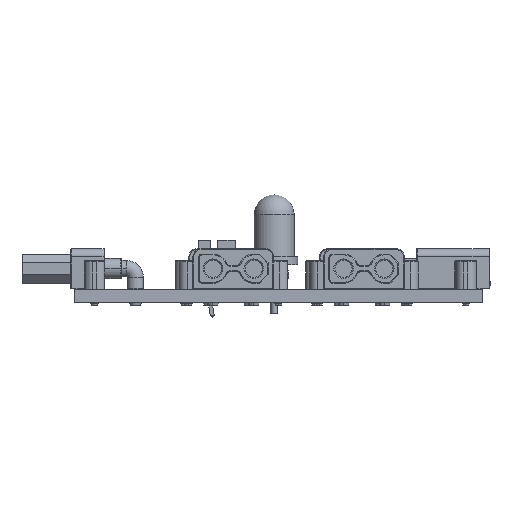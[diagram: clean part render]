
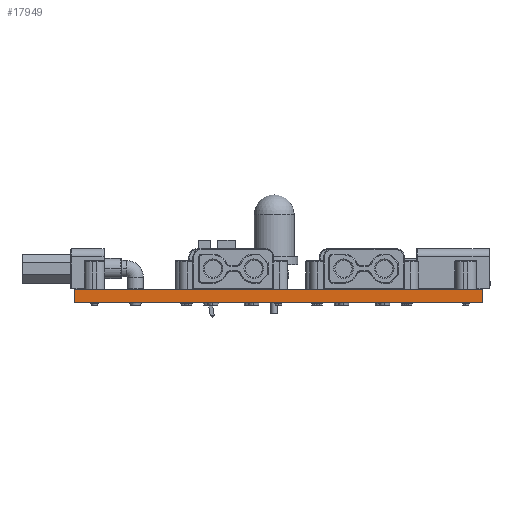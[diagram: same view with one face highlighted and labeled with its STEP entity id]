
A CAD part, left-side view. The second image highlights one B-rep face of the part: STEP entity #17949.
In plain terms, the highlighted planar face has unit normal (-1, 0, 0).
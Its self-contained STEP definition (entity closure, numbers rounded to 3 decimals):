
#17893 = VERTEX_POINT('',#17894);
#17894 = CARTESIAN_POINT('',(100.,-100.,1.6));
#17900 = EDGE_CURVE('',#17901,#17893,#17903,.T.);
#17901 = VERTEX_POINT('',#17902);
#17902 = CARTESIAN_POINT('',(100.,-100.,0.));
#17903 = LINE('',#17904,#17905);
#17904 = CARTESIAN_POINT('',(100.,-100.,0.));
#17905 = VECTOR('',#17906,1.);
#17906 = DIRECTION('',(0.,0.,1.));
#17949 = ADVANCED_FACE('',(#17950),#17975,.T.);
#17950 = FACE_BOUND('',#17951,.T.);
#17951 = EDGE_LOOP('',(#17952,#17953,#17961,#17969));
#17952 = ORIENTED_EDGE('',*,*,#17900,.T.);
#17953 = ORIENTED_EDGE('',*,*,#17954,.T.);
#17954 = EDGE_CURVE('',#17893,#17955,#17957,.T.);
#17955 = VERTEX_POINT('',#17956);
#17956 = CARTESIAN_POINT('',(100.,-50.,1.6));
#17957 = LINE('',#17958,#17959);
#17958 = CARTESIAN_POINT('',(100.,-100.,1.6));
#17959 = VECTOR('',#17960,1.);
#17960 = DIRECTION('',(0.,1.,0.));
#17961 = ORIENTED_EDGE('',*,*,#17962,.F.);
#17962 = EDGE_CURVE('',#17963,#17955,#17965,.T.);
#17963 = VERTEX_POINT('',#17964);
#17964 = CARTESIAN_POINT('',(100.,-50.,0.));
#17965 = LINE('',#17966,#17967);
#17966 = CARTESIAN_POINT('',(100.,-50.,0.));
#17967 = VECTOR('',#17968,1.);
#17968 = DIRECTION('',(0.,0.,1.));
#17969 = ORIENTED_EDGE('',*,*,#17970,.F.);
#17970 = EDGE_CURVE('',#17901,#17963,#17971,.T.);
#17971 = LINE('',#17972,#17973);
#17972 = CARTESIAN_POINT('',(100.,-100.,0.));
#17973 = VECTOR('',#17974,1.);
#17974 = DIRECTION('',(0.,1.,0.));
#17975 = PLANE('',#17976);
#17976 = AXIS2_PLACEMENT_3D('',#17977,#17978,#17979);
#17977 = CARTESIAN_POINT('',(100.,-100.,0.));
#17978 = DIRECTION('',(-1.,0.,0.));
#17979 = DIRECTION('',(0.,1.,0.));
